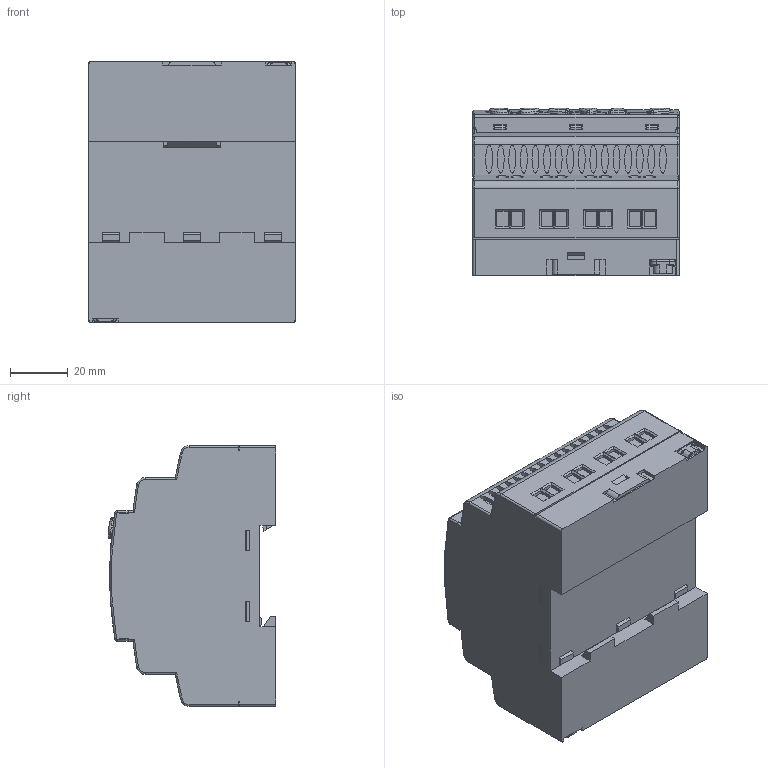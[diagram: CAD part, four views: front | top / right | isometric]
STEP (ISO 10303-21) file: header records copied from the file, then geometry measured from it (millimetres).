
FILE_DESCRIPTION((''),'2;1');
FILE_NAME('_XD10_SW0001','2011-12-08T',('LPADBY2'),('CROUZET-AUTOMATISMES'),'PRO/ENGINEER BY PARAMETRIC TECHNOLOGY CORPORATION, 2009090','PRO/ENGINEER BY PARAMETRIC TECHNOLOGY CORPORATION, 2009090','');
FILE_SCHEMA(('CONFIG_CONTROL_DESIGN'));
Length unit declared in the file: millimetre
Products named in the file (1): _XD10_SW0001
Bounding box: 71.6 x 57.89 x 90 mm (x, y, z)
Volume: 298071.3 mm3; surface area: 33948.6 mm2
Topology: 1 solids, 1 shells, 858 faces, 2064 edges, 1304 vertices
Faces by surface type: plane 410, cylinder 215, bspline 92, extrusion 74, torus 30, cone 24, sphere 13
Entity records: 35576 total; most frequent: CARTESIAN_POINT 16729, ORIENTED_EDGE 4128, DIRECTION 3302, EDGE_CURVE 2064, VECTOR 1308, VERTEX_POINT 1304, LINE 1234, AXIS2_PLACEMENT_3D 997
